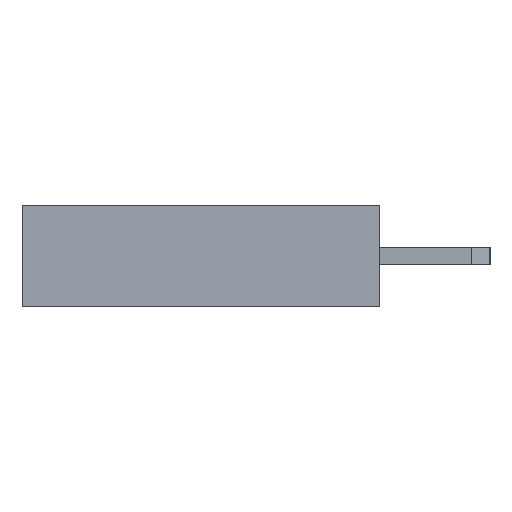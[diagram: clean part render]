
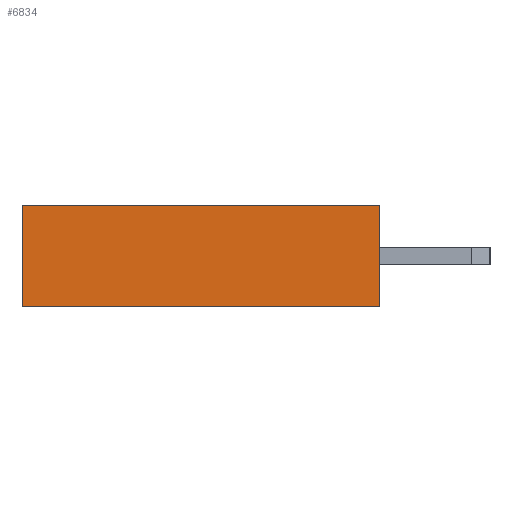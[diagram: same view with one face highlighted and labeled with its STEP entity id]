
A CAD part, left-side view. The second image highlights one B-rep face of the part: STEP entity #6834.
In plain terms, the highlighted planar face has unit normal (-1, 0, 0).
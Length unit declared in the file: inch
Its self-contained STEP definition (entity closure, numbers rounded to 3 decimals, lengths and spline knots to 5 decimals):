
#1475=ORIENTED_EDGE('',*,*,#2784,.T.);
#1476=ORIENTED_EDGE('',*,*,#2431,.F.);
#1477=ORIENTED_EDGE('',*,*,#2829,.F.);
#1478=ORIENTED_EDGE('',*,*,#2423,.T.);
#2423=EDGE_CURVE('',#3236,#3235,#4003,.T.);
#2431=EDGE_CURVE('',#3243,#3244,#4011,.T.);
#2784=EDGE_CURVE('',#3235,#3244,#4364,.T.);
#2829=EDGE_CURVE('',#3236,#3243,#4409,.T.);
#3235=VERTEX_POINT('',#9930);
#3236=VERTEX_POINT('',#9932);
#3243=VERTEX_POINT('',#9947);
#3244=VERTEX_POINT('',#9949);
#4003=LINE('',#9931,#4951);
#4011=LINE('',#9948,#4959);
#4364=LINE('',#10653,#5312);
#4409=LINE('',#10721,#5357);
#4951=VECTOR('',#8095,39.37008);
#4959=VECTOR('',#8105,39.37008);
#5312=VECTOR('',#8636,39.37008);
#5357=VECTOR('',#8727,39.37008);
#5698=EDGE_LOOP('',(#1475,#1476,#1477,#1478));
#6106=FACE_BOUND('',#5698,.T.);
#6492=PLANE('',#7203);
#6834=ADVANCED_FACE('',(#6106),#6492,.F.);
#7203=AXIS2_PLACEMENT_3D('',#10720,#8725,#8726);
#8095=DIRECTION('',(0.,-1.,0.));
#8105=DIRECTION('',(0.,-1.,0.));
#8636=DIRECTION('',(0.,0.,1.));
#8725=DIRECTION('',(1.,0.,0.));
#8726=DIRECTION('',(0.,0.,-1.));
#8727=DIRECTION('',(0.,0.,1.));
#9930=CARTESIAN_POINT('',(-1.11,0.,-0.0475));
#9931=CARTESIAN_POINT('',(-1.11,0.335,-0.0475));
#9932=CARTESIAN_POINT('',(-1.11,0.335,-0.0475));
#9947=CARTESIAN_POINT('',(-1.11,0.335,0.0475));
#9948=CARTESIAN_POINT('',(-1.11,0.335,0.0475));
#9949=CARTESIAN_POINT('',(-1.11,0.,0.0475));
#10653=CARTESIAN_POINT('',(-1.11,0.,-0.0475));
#10720=CARTESIAN_POINT('',(-1.11,0.335,-0.0475));
#10721=CARTESIAN_POINT('',(-1.11,0.335,-0.0475));
